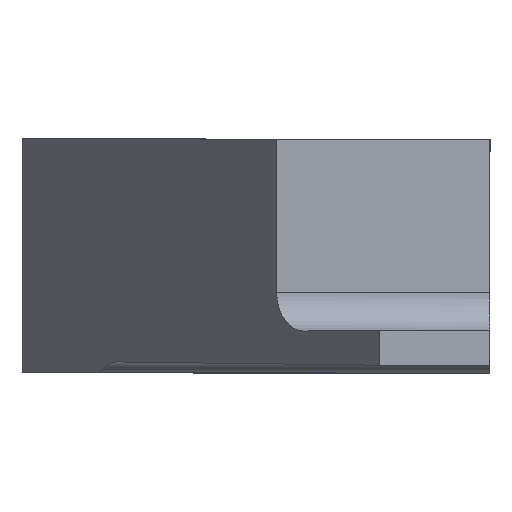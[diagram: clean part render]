
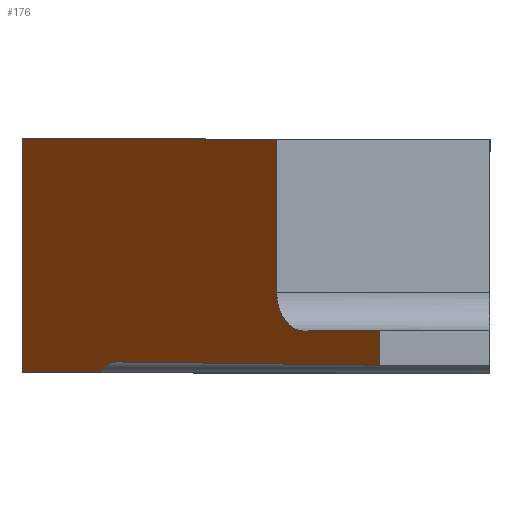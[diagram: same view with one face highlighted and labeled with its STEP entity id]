
A CAD part, left-side view. The second image highlights one B-rep face of the part: STEP entity #176.
In plain terms, the highlighted planar face has unit normal (-0.574, 0.819, 0).
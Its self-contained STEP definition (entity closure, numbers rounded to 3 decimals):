
#12 = VERTEX_POINT ( 'NONE', #617 ) ;
#13 = CARTESIAN_POINT ( 'NONE',  ( 1.391, 2.384, -0.962 ) ) ;
#16 = EDGE_CURVE ( 'NONE', #12, #376, #445, .T. ) ;
#36 = EDGE_CURVE ( 'NONE', #299, #12, #637, .T. ) ;
#50 = CARTESIAN_POINT ( 'NONE',  ( 1.683, 2.59, -0.962 ) ) ;
#59 = VERTEX_POINT ( 'NONE', #590 ) ;
#64 = VERTEX_POINT ( 'NONE', #157 ) ;
#66 = LINE ( 'NONE', #279, #178 ) ;
#68 = LINE ( 'NONE', #386, #111 ) ;
#69 = DIRECTION ( 'NONE',  ( 0.819, 0.574, -0.007 ) ) ;
#75 = EDGE_CURVE ( 'NONE', #216, #59, #600, .T. ) ;
#86 = ORIENTED_EDGE ( 'NONE', *, *, #318, .T. ) ;
#95 = LINE ( 'NONE', #764, #135 ) ;
#111 = VECTOR ( 'NONE', #329, 1000. ) ;
#119 = CARTESIAN_POINT ( 'NONE',  ( 5.127, 5.001, -1.5 ) ) ;
#135 = VECTOR ( 'NONE', #207, 1000. ) ;
#157 = CARTESIAN_POINT ( 'NONE',  ( 5.127, 5.001, -1.5 ) ) ;
#161 = DIRECTION ( 'NONE',  ( -0.819, -0.574, 0. ) ) ;
#165 = DIRECTION ( 'NONE',  ( 0.574, -0.819, 0. ) ) ;
#176 = ADVANCED_FACE ( 'NONE', ( #549 ), #228, .F. ) ;
#178 = VECTOR ( 'NONE', #214, 1000. ) ;
#180 = VERTEX_POINT ( 'NONE', #601 ) ;
#197 = EDGE_CURVE ( 'NONE', #180, #519, #278, .T. ) ;
#207 = DIRECTION ( 'NONE',  ( 0., 0., 1. ) ) ;
#214 = DIRECTION ( 'NONE',  ( 0., 0., -1. ) ) ;
#216 = VERTEX_POINT ( 'NONE', #463 ) ;
#222 = ORIENTED_EDGE ( 'NONE', *, *, #647, .T. ) ;
#228 = PLANE ( 'NONE',  #487 ) ;
#242 =( BOUNDED_CURVE ( )  B_SPLINE_CURVE ( 3, ( #119, #547, #352, #729 ),
 .UNSPECIFIED., .F., .T. ) 
 B_SPLINE_CURVE_WITH_KNOTS ( ( 4, 4 ),
 ( 0.701, 1.58 ),
 .UNSPECIFIED. ) 
 CURVE ( )  GEOMETRIC_REPRESENTATION_ITEM ( )  RATIONAL_B_SPLINE_CURVE ( ( 1., 0.937, 0.937, 1. ) ) 
 REPRESENTATION_ITEM ( '' )  );
#245 = CARTESIAN_POINT ( 'NONE',  ( 6.554, 6., -1.5 ) ) ;
#251 = ORIENTED_EDGE ( 'NONE', *, *, #327, .T. ) ;
#254 = VERTEX_POINT ( 'NONE', #282 ) ;
#277 = EDGE_CURVE ( 'NONE', #254, #519, #66, .T. ) ;
#278 = LINE ( 'NONE', #340, #491 ) ;
#279 = CARTESIAN_POINT ( 'NONE',  ( 0., 1.411, 1.5 ) ) ;
#282 = CARTESIAN_POINT ( 'NONE',  ( 0., 1.411, -0.95 ) ) ;
#299 = VERTEX_POINT ( 'NONE', #388 ) ;
#302 = ORIENTED_EDGE ( 'NONE', *, *, #197, .T. ) ;
#306 = CARTESIAN_POINT ( 'NONE',  ( 1.389, 2.383, -0.962 ) ) ;
#318 = EDGE_CURVE ( 'NONE', #714, #64, #68, .T. ) ;
#327 = EDGE_CURVE ( 'NONE', #376, #59, #95, .T. ) ;
#329 = DIRECTION ( 'NONE',  ( -0.819, -0.574, 0. ) ) ;
#340 = CARTESIAN_POINT ( 'NONE',  ( 0.017, 1.423, -1.4 ) ) ;
#341 = EDGE_LOOP ( 'NONE', ( #86, #368, #302, #382, #222, #490, #365, #251, #749, #581 ) ) ;
#352 = CARTESIAN_POINT ( 'NONE',  ( 4.939, 4.869, -1.357 ) ) ;
#365 = ORIENTED_EDGE ( 'NONE', *, *, #16, .T. ) ;
#368 = ORIENTED_EDGE ( 'NONE', *, *, #737, .T. ) ;
#376 = VERTEX_POINT ( 'NONE', #759 ) ;
#382 = ORIENTED_EDGE ( 'NONE', *, *, #277, .F. ) ;
#386 = CARTESIAN_POINT ( 'NONE',  ( 0., 1.411, -1.5 ) ) ;
#388 = CARTESIAN_POINT ( 'NONE',  ( 1.386, 2.381, -0.962 ) ) ;
#400 = LINE ( 'NONE', #677, #495 ) ;
#433 = VECTOR ( 'NONE', #161, 1000. ) ;
#435 = CARTESIAN_POINT ( 'NONE',  ( 0., 1.411, -1.4 ) ) ;
#445 =( BOUNDED_CURVE ( )  B_SPLINE_CURVE ( 3, ( #580, #50, #607, #489 ),
 .UNSPECIFIED., .F., .T. ) 
 B_SPLINE_CURVE_WITH_KNOTS ( ( 4, 4 ),
 ( 4.712, 6.283 ),
 .UNSPECIFIED. ) 
 CURVE ( )  GEOMETRIC_REPRESENTATION_ITEM ( )  RATIONAL_B_SPLINE_CURVE ( ( 1., 0.805, 0.805, 1. ) ) 
 REPRESENTATION_ITEM ( '' )  );
#463 = CARTESIAN_POINT ( 'NONE',  ( 6.554, 6., 1.5 ) ) ;
#470 = CARTESIAN_POINT ( 'NONE',  ( 0., 1.411, 1.5 ) ) ;
#487 = AXIS2_PLACEMENT_3D ( 'NONE', #470, #165, #532 ) ;
#489 = CARTESIAN_POINT ( 'NONE',  ( 1.891, 2.735, -0.462 ) ) ;
#490 = ORIENTED_EDGE ( 'NONE', *, *, #36, .T. ) ;
#491 = VECTOR ( 'NONE', #706, 1000. ) ;
#495 = VECTOR ( 'NONE', #620, 1000. ) ;
#519 = VERTEX_POINT ( 'NONE', #435 ) ;
#532 = DIRECTION ( 'NONE',  ( 0.819, 0.574, 0. ) ) ;
#547 = CARTESIAN_POINT ( 'NONE',  ( 5.049, 4.946, -1.407 ) ) ;
#549 = FACE_OUTER_BOUND ( 'NONE', #341, .T. ) ;
#554 = CARTESIAN_POINT ( 'NONE',  ( -0.014, 1.401, -0.95 ) ) ;
#580 = CARTESIAN_POINT ( 'NONE',  ( 1.391, 2.384, -0.962 ) ) ;
#581 = ORIENTED_EDGE ( 'NONE', *, *, #623, .T. ) ;
#590 = CARTESIAN_POINT ( 'NONE',  ( 1.891, 2.735, 1.5 ) ) ;
#591 = LINE ( 'NONE', #554, #596 ) ;
#596 = VECTOR ( 'NONE', #69, 1000. ) ;
#600 = LINE ( 'NONE', #612, #433 ) ;
#601 = CARTESIAN_POINT ( 'NONE',  ( 4.818, 4.784, -1.358 ) ) ;
#607 = CARTESIAN_POINT ( 'NONE',  ( 1.891, 2.735, -0.755 ) ) ;
#612 = CARTESIAN_POINT ( 'NONE',  ( 0., 1.411, 1.5 ) ) ;
#617 = CARTESIAN_POINT ( 'NONE',  ( 1.391, 2.384, -0.962 ) ) ;
#620 = DIRECTION ( 'NONE',  ( 0., 0., -1. ) ) ;
#623 = EDGE_CURVE ( 'NONE', #216, #714, #400, .T. ) ;
#637 =( BOUNDED_CURVE ( )  B_SPLINE_CURVE ( 3, ( #674, #742, #306, #13 ),
 .UNSPECIFIED., .F., .T. ) 
 B_SPLINE_CURVE_WITH_KNOTS ( ( 4, 4 ),
 ( 4.704, 4.712 ),
 .UNSPECIFIED. ) 
 CURVE ( )  GEOMETRIC_REPRESENTATION_ITEM ( )  RATIONAL_B_SPLINE_CURVE ( ( 1., 1., 1., 1. ) ) 
 REPRESENTATION_ITEM ( '' )  );
#647 = EDGE_CURVE ( 'NONE', #254, #299, #591, .T. ) ;
#674 = CARTESIAN_POINT ( 'NONE',  ( 1.386, 2.381, -0.962 ) ) ;
#677 = CARTESIAN_POINT ( 'NONE',  ( 6.554, 6., 1.5 ) ) ;
#706 = DIRECTION ( 'NONE',  ( -0.819, -0.574, -0.007 ) ) ;
#714 = VERTEX_POINT ( 'NONE', #245 ) ;
#729 = CARTESIAN_POINT ( 'NONE',  ( 4.818, 4.784, -1.358 ) ) ;
#737 = EDGE_CURVE ( 'NONE', #64, #180, #242, .T. ) ;
#742 = CARTESIAN_POINT ( 'NONE',  ( 1.388, 2.382, -0.962 ) ) ;
#749 = ORIENTED_EDGE ( 'NONE', *, *, #75, .F. ) ;
#759 = CARTESIAN_POINT ( 'NONE',  ( 1.891, 2.735, -0.462 ) ) ;
#764 = CARTESIAN_POINT ( 'NONE',  ( 1.891, 2.735, 1.5 ) ) ;
